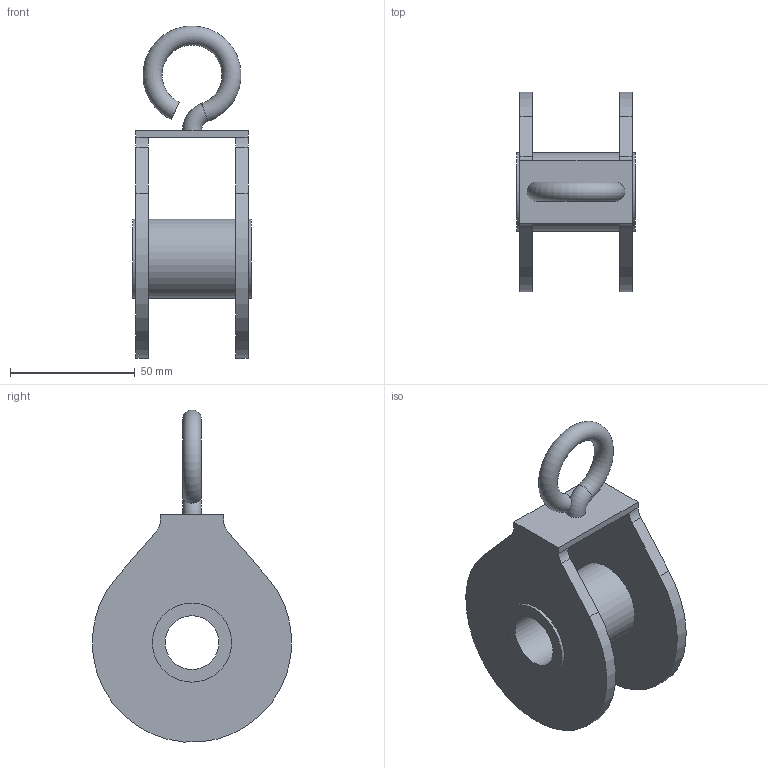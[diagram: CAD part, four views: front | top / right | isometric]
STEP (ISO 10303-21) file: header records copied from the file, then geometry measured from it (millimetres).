
FILE_DESCRIPTION( ( '' ), ' ' );
FILE_NAME( '5bf79d685c1ff4150752ec18.step', '2018-11-23T06:25:45', ( '' ), ( '' ), ' ', ' ', ' ' );
FILE_SCHEMA( ( 'AUTOMOTIVE_DESIGN { 1 0 10303 214 1 1 1 1 }' ) );
Length unit declared in the file: metre
Products named in the file (1): small_block_hook
Bounding box: 47.62 x 80.02 x 133.27 mm (x, y, z)
Volume: 74454.4 mm3; surface area: 33372.4 mm2
Topology: 1 solids, 1 shells, 27 faces, 63 edges, 41 vertices
Faces by surface type: plane 15, cylinder 10, torus 2
Full cylindrical faces by diameter (mm): 21.59 x1, 31.75 x3
Entity records: 968 total; most frequent: DIRECTION 134, CARTESIAN_POINT 122, ORIENTED_EDGE 110, EDGE_CURVE 55, AXIS2_PLACEMENT_3D 51, EDGE_LOOP 40, VERTEX_POINT 39, FACE_OUTER_BOUND 33
